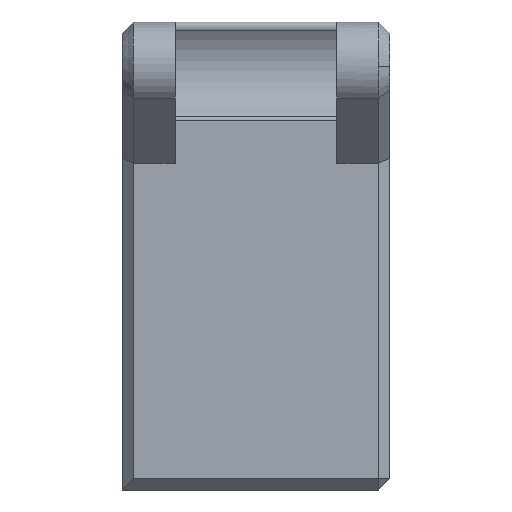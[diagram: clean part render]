
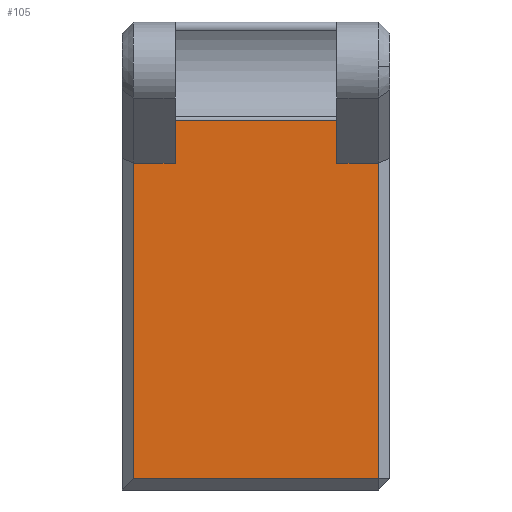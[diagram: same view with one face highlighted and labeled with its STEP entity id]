
A CAD part, left-side view. The second image highlights one B-rep face of the part: STEP entity #105.
In plain terms, the highlighted planar face has unit normal (-1, 0, 0).
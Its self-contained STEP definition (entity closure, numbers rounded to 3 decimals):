
#22 = CARTESIAN_POINT ( 'NONE',  ( -56., -37., -9. ) ) ;
#69 = LINE ( 'NONE', #2227, #644 ) ;
#105 = ADVANCED_FACE ( 'NONE', ( #1435 ), #1610, .T. ) ;
#126 = LINE ( 'NONE', #1868, #2043 ) ;
#172 = EDGE_CURVE ( 'NONE', #2744, #365, #678, .T. ) ;
#201 = ORIENTED_EDGE ( 'NONE', *, *, #1217, .T. ) ;
#296 = CARTESIAN_POINT ( 'NONE',  ( -56., -15., -8. ) ) ;
#353 = DIRECTION ( 'NONE',  ( 0., 1., 0. ) ) ;
#365 = VERTEX_POINT ( 'NONE', #296 ) ;
#411 = EDGE_CURVE ( 'NONE', #1851, #1199, #69, .T. ) ;
#431 = EDGE_CURVE ( 'NONE', #2240, #1199, #2440, .T. ) ;
#490 = CARTESIAN_POINT ( 'NONE',  ( -56., -18.75, 20.343 ) ) ;
#503 = DIRECTION ( 'NONE',  ( 0., 1., 0. ) ) ;
#505 = AXIS2_PLACEMENT_3D ( 'NONE', #1383, #553, #2475 ) ;
#532 = ORIENTED_EDGE ( 'NONE', *, *, #2138, .F. ) ;
#547 = CARTESIAN_POINT ( 'NONE',  ( -56., -18.75, 24.127 ) ) ;
#553 = DIRECTION ( 'NONE',  ( -1., 0., 0. ) ) ;
#595 = LINE ( 'NONE', #2702, #2054 ) ;
#644 = VECTOR ( 'NONE', #503, 1000. ) ;
#678 = LINE ( 'NONE', #726, #2725 ) ;
#726 = CARTESIAN_POINT ( 'NONE',  ( -56., -15., -9. ) ) ;
#812 = DIRECTION ( 'NONE',  ( 0., -1., 0. ) ) ;
#864 = CARTESIAN_POINT ( 'NONE',  ( -56., -18.75, 20.343 ) ) ;
#1046 = CARTESIAN_POINT ( 'NONE',  ( -56., -15., 20.343 ) ) ;
#1048 = EDGE_LOOP ( 'NONE', ( #1095, #2545, #1816, #201, #2070, #2641, #532, #1980 ) ) ;
#1095 = ORIENTED_EDGE ( 'NONE', *, *, #431, .F. ) ;
#1175 = VECTOR ( 'NONE', #2017, 1000. ) ;
#1199 = VERTEX_POINT ( 'NONE', #547 ) ;
#1217 = EDGE_CURVE ( 'NONE', #365, #2023, #126, .T. ) ;
#1307 = CARTESIAN_POINT ( 'NONE',  ( -56., -33.25, 20.343 ) ) ;
#1319 = VERTEX_POINT ( 'NONE', #1695 ) ;
#1375 = EDGE_CURVE ( 'NONE', #2023, #1319, #1949, .T. ) ;
#1383 = CARTESIAN_POINT ( 'NONE',  ( -56., -14., -9. ) ) ;
#1435 = FACE_OUTER_BOUND ( 'NONE', #1048, .T. ) ;
#1537 = DIRECTION ( 'NONE',  ( 0., 0., -1. ) ) ;
#1610 = PLANE ( 'NONE',  #505 ) ;
#1695 = CARTESIAN_POINT ( 'NONE',  ( -56., -37., 20.343 ) ) ;
#1733 = VECTOR ( 'NONE', #2799, 1000. ) ;
#1778 = VECTOR ( 'NONE', #2325, 1000. ) ;
#1795 = CARTESIAN_POINT ( 'NONE',  ( -56., -37., -8. ) ) ;
#1816 = ORIENTED_EDGE ( 'NONE', *, *, #172, .T. ) ;
#1846 = LINE ( 'NONE', #2092, #1778 ) ;
#1851 = VERTEX_POINT ( 'NONE', #2616 ) ;
#1868 = CARTESIAN_POINT ( 'NONE',  ( -56., -14., -8. ) ) ;
#1949 = LINE ( 'NONE', #22, #1733 ) ;
#1966 = VERTEX_POINT ( 'NONE', #1307 ) ;
#1980 = ORIENTED_EDGE ( 'NONE', *, *, #411, .T. ) ;
#2017 = DIRECTION ( 'NONE',  ( 0., 0., 1. ) ) ;
#2023 = VERTEX_POINT ( 'NONE', #1795 ) ;
#2043 = VECTOR ( 'NONE', #812, 1000. ) ;
#2054 = VECTOR ( 'NONE', #353, 1000. ) ;
#2070 = ORIENTED_EDGE ( 'NONE', *, *, #1375, .T. ) ;
#2092 = CARTESIAN_POINT ( 'NONE',  ( -56., -33.25, 24.127 ) ) ;
#2138 = EDGE_CURVE ( 'NONE', #1851, #1966, #1846, .T. ) ;
#2227 = CARTESIAN_POINT ( 'NONE',  ( -56., -14., 24.127 ) ) ;
#2240 = VERTEX_POINT ( 'NONE', #864 ) ;
#2281 = VECTOR ( 'NONE', #2614, 1000. ) ;
#2325 = DIRECTION ( 'NONE',  ( 0., 0., -1. ) ) ;
#2399 = LINE ( 'NONE', #2657, #2281 ) ;
#2440 = LINE ( 'NONE', #490, #1175 ) ;
#2451 = EDGE_CURVE ( 'NONE', #2240, #2744, #2399, .T. ) ;
#2475 = DIRECTION ( 'NONE',  ( 0., 0., 1. ) ) ;
#2526 = EDGE_CURVE ( 'NONE', #1319, #1966, #595, .T. ) ;
#2545 = ORIENTED_EDGE ( 'NONE', *, *, #2451, .T. ) ;
#2614 = DIRECTION ( 'NONE',  ( 0., 1., 0. ) ) ;
#2616 = CARTESIAN_POINT ( 'NONE',  ( -56., -33.25, 24.127 ) ) ;
#2641 = ORIENTED_EDGE ( 'NONE', *, *, #2526, .T. ) ;
#2657 = CARTESIAN_POINT ( 'NONE',  ( -56., -14., 20.343 ) ) ;
#2702 = CARTESIAN_POINT ( 'NONE',  ( -56., -14., 20.343 ) ) ;
#2725 = VECTOR ( 'NONE', #1537, 1000. ) ;
#2744 = VERTEX_POINT ( 'NONE', #1046 ) ;
#2799 = DIRECTION ( 'NONE',  ( 0., 0., 1. ) ) ;
